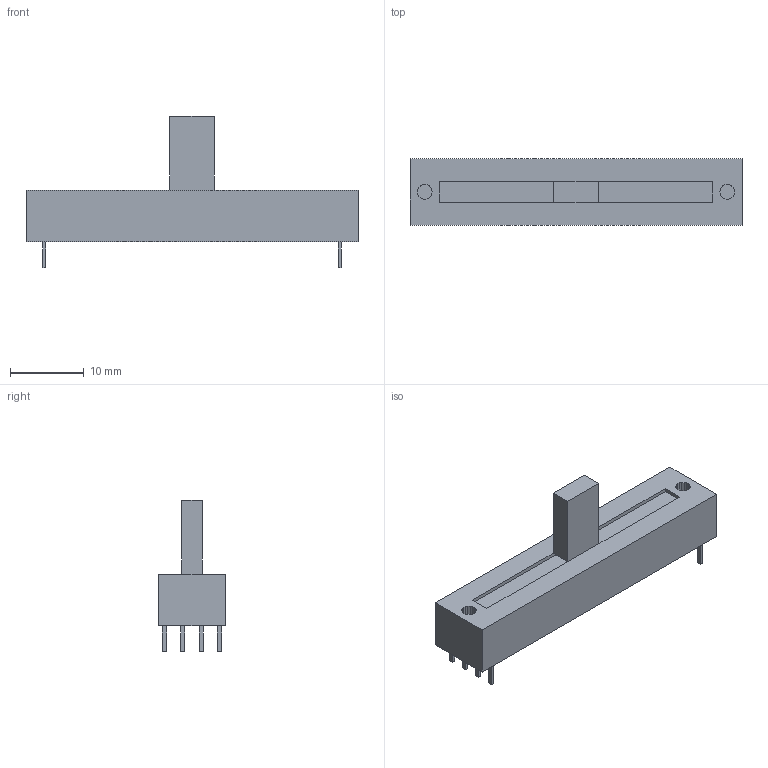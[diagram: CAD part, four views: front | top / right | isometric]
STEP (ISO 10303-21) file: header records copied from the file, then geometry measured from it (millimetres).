
FILE_DESCRIPTION(('FreeCAD Model'),'2;1');
FILE_NAME('Potentiometer_Bourns_PTL30.step','2020-11-08T22:38:15',( 'kicad StepUp'),('ksu MCAD'),'Open CASCADE STEP processor 7.4', 'FreeCAD','Unknown');
FILE_SCHEMA(('AUTOMOTIVE_DESIGN { 1 0 10303 214 1 1 1 1 }'));
Length unit declared in the file: millimetre
Products named in the file (1): Potentiometer_Bourns_PTL30
Bounding box: 45 x 9 x 20.5 mm (x, y, z)
Volume: 2944.9 mm3; surface area: 1881.6 mm2
Topology: 2 solids, 2 shells, 89 faces, 232 edges, 156 vertices
Faces by surface type: plane 89
Entity records: 3312 total; most frequent: CARTESIAN_POINT 478, ORIENTED_EDGE 464, DIRECTION 412, EDGE_CURVE 232, LINE 232, VECTOR 232, VERTEX_POINT 156, FACE_BOUND 98
